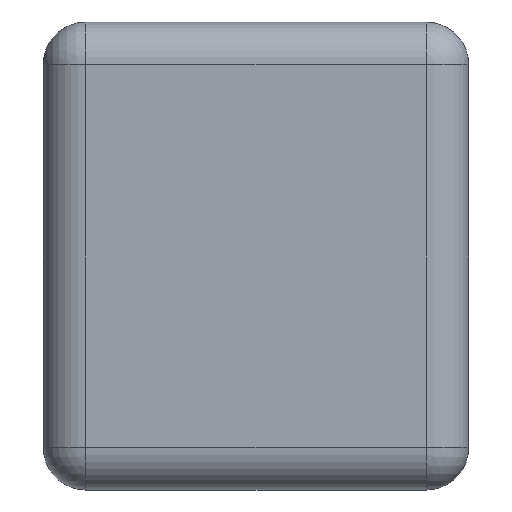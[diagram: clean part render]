
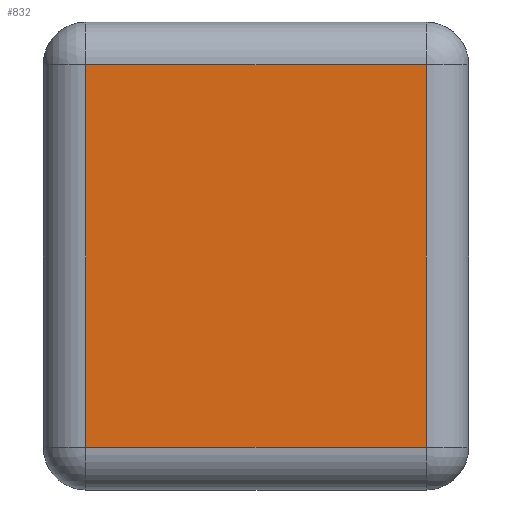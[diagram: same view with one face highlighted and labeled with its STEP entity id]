
A CAD part, left-side view. The second image highlights one B-rep face of the part: STEP entity #832.
In plain terms, the highlighted face is planar.
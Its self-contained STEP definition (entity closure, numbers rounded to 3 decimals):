
#111 = CYLINDRICAL_SURFACE('',#112,0.05);
#112 = AXIS2_PLACEMENT_3D('',#113,#114,#115);
#113 = CARTESIAN_POINT('',(0.25,0.45,0.5));
#114 = DIRECTION('',(-1.,0.,0.));
#115 = DIRECTION('',(0.,0.,1.));
#466 = VERTEX_POINT('',#467);
#467 = CARTESIAN_POINT('',(0.2,0.5,0.5));
#489 = EDGE_CURVE('',#466,#490,#492,.T.);
#490 = VERTEX_POINT('',#491);
#491 = CARTESIAN_POINT('',(-0.2,0.5,0.5));
#492 = SURFACE_CURVE('',#493,(#497,#504),.PCURVE_S1.);
#493 = LINE('',#494,#495);
#494 = CARTESIAN_POINT('',(0.25,0.5,0.5));
#495 = VECTOR('',#496,1.);
#496 = DIRECTION('',(-1.,0.,0.));
#497 = PCURVE('',#111,#498);
#498 = DEFINITIONAL_REPRESENTATION('',(#499),#503);
#499 = LINE('',#500,#501);
#500 = CARTESIAN_POINT('',(1.571,0.));
#501 = VECTOR('',#502,1.);
#502 = DIRECTION('',(0.,1.));
#503 = ( GEOMETRIC_REPRESENTATION_CONTEXT(2) 
PARAMETRIC_REPRESENTATION_CONTEXT() REPRESENTATION_CONTEXT('2D SPACE',''
  ) );
#504 = PCURVE('',#505,#510);
#505 = PLANE('',#506);
#506 = AXIS2_PLACEMENT_3D('',#507,#508,#509);
#507 = CARTESIAN_POINT('',(0.25,0.5,0.55));
#508 = DIRECTION('',(0.,1.,0.));
#509 = DIRECTION('',(0.,0.,1.));
#510 = DEFINITIONAL_REPRESENTATION('',(#511),#515);
#511 = LINE('',#512,#513);
#512 = CARTESIAN_POINT('',(-0.05,0.));
#513 = VECTOR('',#514,1.);
#514 = DIRECTION('',(0.,-1.));
#515 = ( GEOMETRIC_REPRESENTATION_CONTEXT(2) 
PARAMETRIC_REPRESENTATION_CONTEXT() REPRESENTATION_CONTEXT('2D SPACE',''
  ) );
#578 = CYLINDRICAL_SURFACE('',#579,0.05);
#579 = AXIS2_PLACEMENT_3D('',#580,#581,#582);
#580 = CARTESIAN_POINT('',(0.2,0.45,0.));
#581 = DIRECTION('',(0.,0.,1.));
#582 = DIRECTION('',(1.,0.,0.));
#612 = CYLINDRICAL_SURFACE('',#613,0.05);
#613 = AXIS2_PLACEMENT_3D('',#614,#615,#616);
#614 = CARTESIAN_POINT('',(-0.2,0.45,0.55));
#615 = DIRECTION('',(0.,0.,-1.));
#616 = DIRECTION('',(-1.,0.,0.));
#770 = CYLINDRICAL_SURFACE('',#771,0.05);
#771 = AXIS2_PLACEMENT_3D('',#772,#773,#774);
#772 = CARTESIAN_POINT('',(-0.25,0.45,0.05));
#773 = DIRECTION('',(1.,0.,0.));
#774 = DIRECTION('',(0.,0.,-1.));
#832 = ADVANCED_FACE('',(#833),#505,.T.);
#833 = FACE_BOUND('',#834,.T.);
#834 = EDGE_LOOP('',(#835,#836,#859,#882));
#835 = ORIENTED_EDGE('',*,*,#489,.F.);
#836 = ORIENTED_EDGE('',*,*,#837,.F.);
#837 = EDGE_CURVE('',#838,#466,#840,.T.);
#838 = VERTEX_POINT('',#839);
#839 = CARTESIAN_POINT('',(0.2,0.5,0.05));
#840 = SURFACE_CURVE('',#841,(#845,#852),.PCURVE_S1.);
#841 = LINE('',#842,#843);
#842 = CARTESIAN_POINT('',(0.2,0.5,0.));
#843 = VECTOR('',#844,1.);
#844 = DIRECTION('',(0.,0.,1.));
#845 = PCURVE('',#505,#846);
#846 = DEFINITIONAL_REPRESENTATION('',(#847),#851);
#847 = LINE('',#848,#849);
#848 = CARTESIAN_POINT('',(-0.55,-0.05));
#849 = VECTOR('',#850,1.);
#850 = DIRECTION('',(1.,0.));
#851 = ( GEOMETRIC_REPRESENTATION_CONTEXT(2) 
PARAMETRIC_REPRESENTATION_CONTEXT() REPRESENTATION_CONTEXT('2D SPACE',''
  ) );
#852 = PCURVE('',#578,#853);
#853 = DEFINITIONAL_REPRESENTATION('',(#854),#858);
#854 = LINE('',#855,#856);
#855 = CARTESIAN_POINT('',(1.571,0.));
#856 = VECTOR('',#857,1.);
#857 = DIRECTION('',(0.,1.));
#858 = ( GEOMETRIC_REPRESENTATION_CONTEXT(2) 
PARAMETRIC_REPRESENTATION_CONTEXT() REPRESENTATION_CONTEXT('2D SPACE',''
  ) );
#859 = ORIENTED_EDGE('',*,*,#860,.F.);
#860 = EDGE_CURVE('',#861,#838,#863,.T.);
#861 = VERTEX_POINT('',#862);
#862 = CARTESIAN_POINT('',(-0.2,0.5,0.05));
#863 = SURFACE_CURVE('',#864,(#868,#875),.PCURVE_S1.);
#864 = LINE('',#865,#866);
#865 = CARTESIAN_POINT('',(-0.25,0.5,0.05));
#866 = VECTOR('',#867,1.);
#867 = DIRECTION('',(1.,0.,0.));
#868 = PCURVE('',#505,#869);
#869 = DEFINITIONAL_REPRESENTATION('',(#870),#874);
#870 = LINE('',#871,#872);
#871 = CARTESIAN_POINT('',(-0.5,-0.5));
#872 = VECTOR('',#873,1.);
#873 = DIRECTION('',(0.,1.));
#874 = ( GEOMETRIC_REPRESENTATION_CONTEXT(2) 
PARAMETRIC_REPRESENTATION_CONTEXT() REPRESENTATION_CONTEXT('2D SPACE',''
  ) );
#875 = PCURVE('',#770,#876);
#876 = DEFINITIONAL_REPRESENTATION('',(#877),#881);
#877 = LINE('',#878,#879);
#878 = CARTESIAN_POINT('',(1.571,0.));
#879 = VECTOR('',#880,1.);
#880 = DIRECTION('',(0.,1.));
#881 = ( GEOMETRIC_REPRESENTATION_CONTEXT(2) 
PARAMETRIC_REPRESENTATION_CONTEXT() REPRESENTATION_CONTEXT('2D SPACE',''
  ) );
#882 = ORIENTED_EDGE('',*,*,#883,.F.);
#883 = EDGE_CURVE('',#490,#861,#884,.T.);
#884 = SURFACE_CURVE('',#885,(#889,#896),.PCURVE_S1.);
#885 = LINE('',#886,#887);
#886 = CARTESIAN_POINT('',(-0.2,0.5,0.55));
#887 = VECTOR('',#888,1.);
#888 = DIRECTION('',(0.,0.,-1.));
#889 = PCURVE('',#505,#890);
#890 = DEFINITIONAL_REPRESENTATION('',(#891),#895);
#891 = LINE('',#892,#893);
#892 = CARTESIAN_POINT('',(0.,-0.45));
#893 = VECTOR('',#894,1.);
#894 = DIRECTION('',(-1.,0.));
#895 = ( GEOMETRIC_REPRESENTATION_CONTEXT(2) 
PARAMETRIC_REPRESENTATION_CONTEXT() REPRESENTATION_CONTEXT('2D SPACE',''
  ) );
#896 = PCURVE('',#612,#897);
#897 = DEFINITIONAL_REPRESENTATION('',(#898),#902);
#898 = LINE('',#899,#900);
#899 = CARTESIAN_POINT('',(1.571,0.));
#900 = VECTOR('',#901,1.);
#901 = DIRECTION('',(0.,1.));
#902 = ( GEOMETRIC_REPRESENTATION_CONTEXT(2) 
PARAMETRIC_REPRESENTATION_CONTEXT() REPRESENTATION_CONTEXT('2D SPACE',''
  ) );
